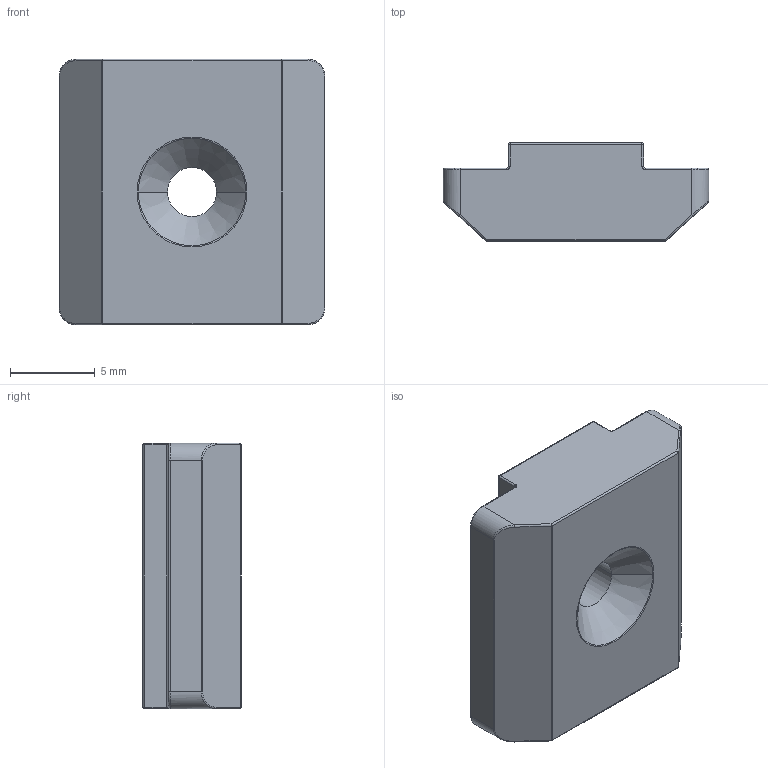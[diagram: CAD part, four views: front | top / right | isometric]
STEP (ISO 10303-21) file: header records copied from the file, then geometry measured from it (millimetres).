
FILE_DESCRIPTION (( 'STEP AP214' ), '1' );
FILE_NAME ('A605 Ñóõàðü ïàçîâûé Ì3, ïàç 8.STEP', '2022-04-01T12:33:29', ( 'Ïîëüçîâàòåëü Windows' ), ( '' ), 'SwSTEP 2.0', 'SolidWorks 2021', '' );
FILE_SCHEMA (( 'AUTOMOTIVE_DESIGN' ));
Length unit declared in the file: millimetre
Products named in the file (1): A605 Ñóõàðü ïàçîâûé Ì3, ïàç 8
Bounding box: 15.7 x 5.8 x 15.7 mm (x, y, z)
Volume: 1082.4 mm3; surface area: 794.5 mm2
Topology: 1 solids, 1 shells, 72 faces, 164 edges, 86 vertices
Faces by surface type: cylinder 32, torus 12, plane 12, sphere 8, cone 4, bspline 4
Entity records: 2066 total; most frequent: CARTESIAN_POINT 431, DIRECTION 368, ORIENTED_EDGE 312, EDGE_CURVE 156, AXIS2_PLACEMENT_3D 151, VERTEX_POINT 86, CIRCLE 82, EDGE_LOOP 74
